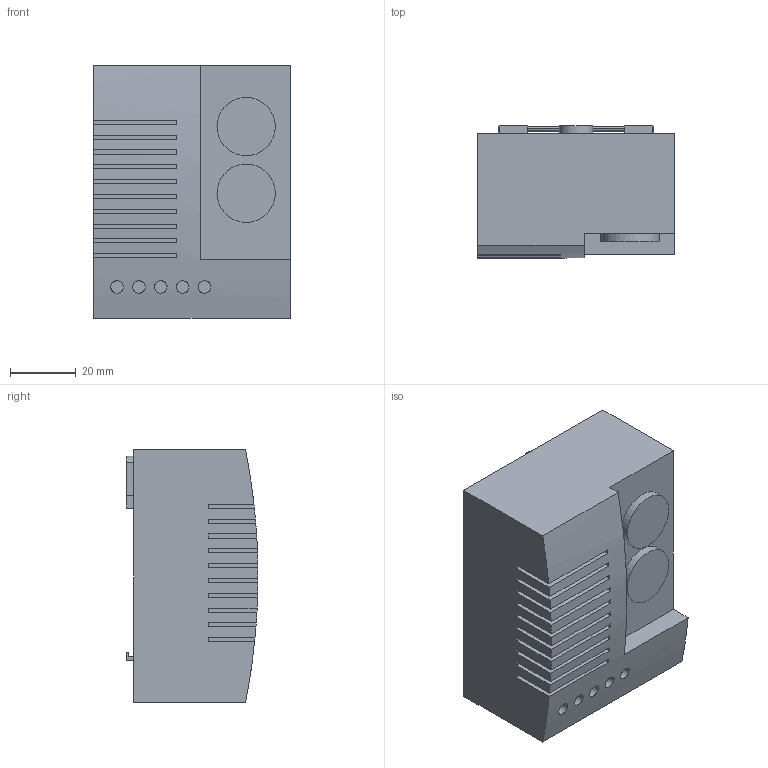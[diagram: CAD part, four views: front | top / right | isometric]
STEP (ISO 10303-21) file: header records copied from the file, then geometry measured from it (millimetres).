
FILE_DESCRIPTION(('starvars output'),'2;1');
FILE_NAME('cv20170907134908000074221.stp','13:49:09 2017/09/07',( 'Thomas Industrial Network Germany GmbH'),( 'Thomas Industrial Network Germany GmbH'),'unknown preprocess','ACIS' ,'unknown authorization');
FILE_SCHEMA(('AUTOMOTIVE_DESIGN_CC2 {UNKNOWN IMPLEMENTATION LEVEL}'));
Length unit declared in the file: millimetre
Products named in the file (1): PRODUCT_ID_1
Bounding box: 60 x 40.22 x 76.96 mm (x, y, z)
Volume: 154965.9 mm3; surface area: 28007.4 mm2
Topology: 1 solids, 1 shells, 153 faces, 401 edges, 266 vertices
Faces by surface type: plane 111, cylinder 36, torus 6
Entity records: 5830 total; most frequent: CARTESIAN_POINT 929, ORIENTED_EDGE 802, DIRECTION 661, EDGE_CURVE 401, VECTOR 285, LINE 285, VERTEX_POINT 266, AXIS2_PLACEMENT_3D 188
